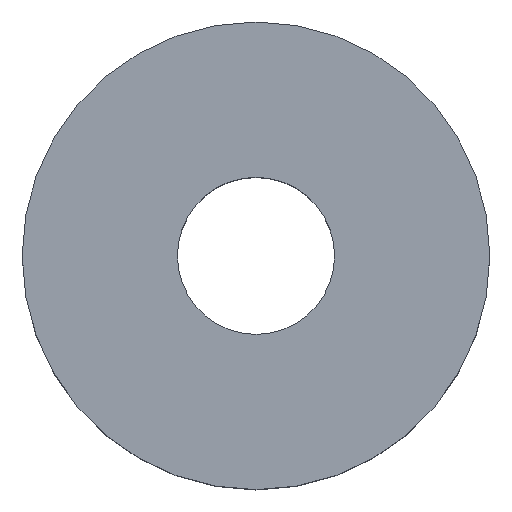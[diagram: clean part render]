
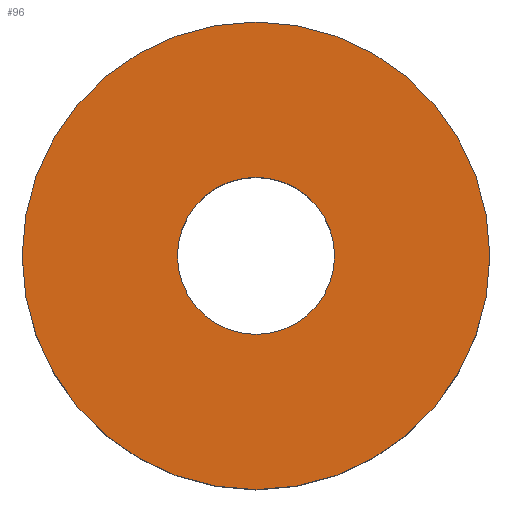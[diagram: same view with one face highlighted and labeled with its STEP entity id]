
A CAD part, top view. The second image highlights one B-rep face of the part: STEP entity #96.
In plain terms, the highlighted planar face has unit normal (0, 0, 1).
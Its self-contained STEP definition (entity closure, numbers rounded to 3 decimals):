
#13 = AXIS2_PLACEMENT_3D ( 'NONE', #206, #240, #89 ) ;
#17 = CIRCLE ( 'NONE', #30, 12.5 ) ;
#20 = CARTESIAN_POINT ( 'NONE',  ( 0., 0., 10. ) ) ;
#30 = AXIS2_PLACEMENT_3D ( 'NONE', #94, #170, #71 ) ;
#33 = ORIENTED_EDGE ( 'NONE', *, *, #201, .T. ) ;
#34 = DIRECTION ( 'NONE',  ( 0., 0., 1. ) ) ;
#40 = CARTESIAN_POINT ( 'NONE',  ( 4.2, 0., 10. ) ) ;
#45 = EDGE_CURVE ( 'NONE', #182, #132, #109, .T. ) ;
#51 = EDGE_LOOP ( 'NONE', ( #248, #33 ) ) ;
#54 = ORIENTED_EDGE ( 'NONE', *, *, #45, .F. ) ;
#61 = CIRCLE ( 'NONE', #194, 12.5 ) ;
#65 = CARTESIAN_POINT ( 'NONE',  ( 12.5, 0., 10. ) ) ;
#68 = AXIS2_PLACEMENT_3D ( 'NONE', #120, #34, #80 ) ;
#70 = DIRECTION ( 'NONE',  ( 0., 0., 1. ) ) ;
#71 = DIRECTION ( 'NONE',  ( 1., 0., 0. ) ) ;
#76 = VERTEX_POINT ( 'NONE', #65 ) ;
#78 = EDGE_CURVE ( 'NONE', #132, #182, #99, .T. ) ;
#80 = DIRECTION ( 'NONE',  ( 1., 0., 0. ) ) ;
#89 = DIRECTION ( 'NONE',  ( 1., 0., 0. ) ) ;
#91 = CARTESIAN_POINT ( 'NONE',  ( -4.2, 0., 10. ) ) ;
#92 = CARTESIAN_POINT ( 'NONE',  ( 0., 0., 10. ) ) ;
#94 = CARTESIAN_POINT ( 'NONE',  ( 0., 0., 10. ) ) ;
#96 = ADVANCED_FACE ( 'NONE', ( #247, #188 ), #146, .T. ) ;
#99 = CIRCLE ( 'NONE', #13, 4.2 ) ;
#109 = CIRCLE ( 'NONE', #68, 4.2 ) ;
#116 = ORIENTED_EDGE ( 'NONE', *, *, #78, .F. ) ;
#120 = CARTESIAN_POINT ( 'NONE',  ( 0., 0., 10. ) ) ;
#126 = CARTESIAN_POINT ( 'NONE',  ( -12.5, 0., 10. ) ) ;
#132 = VERTEX_POINT ( 'NONE', #91 ) ;
#146 = PLANE ( 'NONE',  #192 ) ;
#170 = DIRECTION ( 'NONE',  ( 0., 0., 1. ) ) ;
#174 = VERTEX_POINT ( 'NONE', #126 ) ;
#182 = VERTEX_POINT ( 'NONE', #40 ) ;
#184 = DIRECTION ( 'NONE',  ( 1., 0., 0. ) ) ;
#188 = FACE_BOUND ( 'NONE', #213, .T. ) ;
#192 = AXIS2_PLACEMENT_3D ( 'NONE', #92, #70, #226 ) ;
#194 = AXIS2_PLACEMENT_3D ( 'NONE', #20, #242, #184 ) ;
#201 = EDGE_CURVE ( 'NONE', #76, #174, #61, .T. ) ;
#206 = CARTESIAN_POINT ( 'NONE',  ( 0., 0., 10. ) ) ;
#213 = EDGE_LOOP ( 'NONE', ( #116, #54 ) ) ;
#225 = EDGE_CURVE ( 'NONE', #174, #76, #17, .T. ) ;
#226 = DIRECTION ( 'NONE',  ( 1., 0., 0. ) ) ;
#240 = DIRECTION ( 'NONE',  ( 0., 0., 1. ) ) ;
#242 = DIRECTION ( 'NONE',  ( 0., 0., 1. ) ) ;
#247 = FACE_OUTER_BOUND ( 'NONE', #51, .T. ) ;
#248 = ORIENTED_EDGE ( 'NONE', *, *, #225, .T. ) ;
